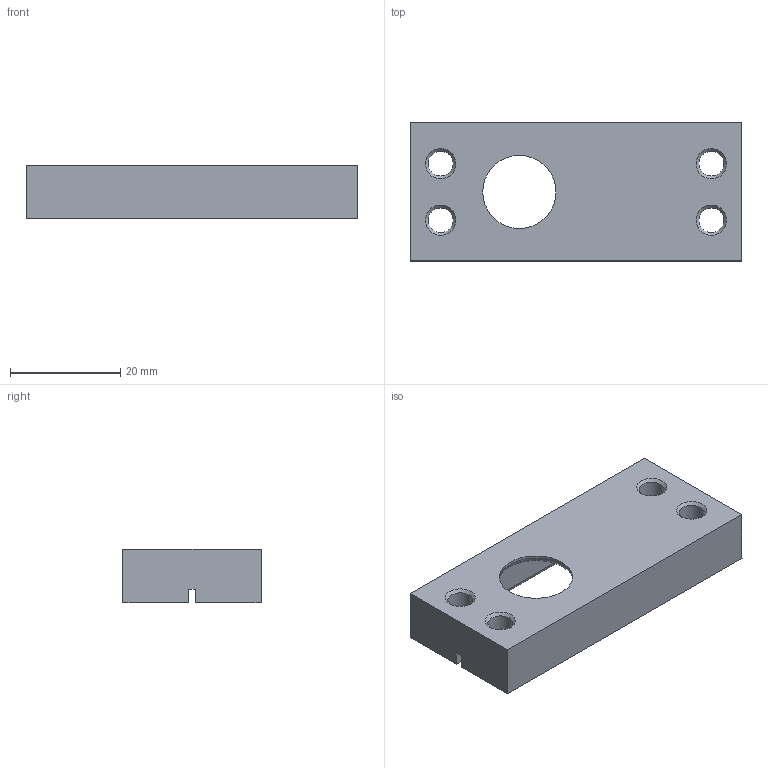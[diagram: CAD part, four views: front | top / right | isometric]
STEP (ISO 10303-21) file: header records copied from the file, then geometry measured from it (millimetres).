
FILE_DESCRIPTION(/* description */ (''),/* implementation_level */ '2;1');
FILE_NAME(/* name */ '1594d784-ca5a-4805-b77f-50f573b5ddd5.stp',/* time_stamp */ '2026-02-26T19:24:47Z',/* author */ (''),/* organization */ (''),/* preprocessor_version */ 'ST-DEVELOPER v20.1',/* originating_system */ 'Autodesk Translation Framework v14.24.0.0',/* authorisation */ '');
FILE_SCHEMA (('AUTOMOTIVE_DESIGN { 1 0 10303 214 3 1 1 }'));
Length unit declared in the file: millimetre
Products named in the file (1): servoMountTest2
Bounding box: 60 x 25 x 9.75 mm (x, y, z)
Volume: 7116 mm3; surface area: 5900.2 mm2
Topology: 1 solids, 1 shells, 34 faces, 88 edges, 56 vertices
Faces by surface type: plane 18, cylinder 11, cone 4, torus 1
Full cylindrical faces by diameter (mm): 4.5 x4, 13.25 x1
Entity records: 1086 total; most frequent: DIRECTION 183, CARTESIAN_POINT 179, ORIENTED_EDGE 176, EDGE_CURVE 88, LINE 63, VECTOR 63, AXIS2_PLACEMENT_3D 60, VERTEX_POINT 56
